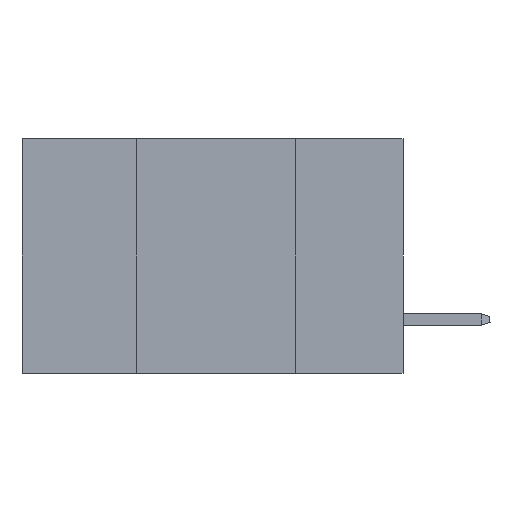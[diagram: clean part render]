
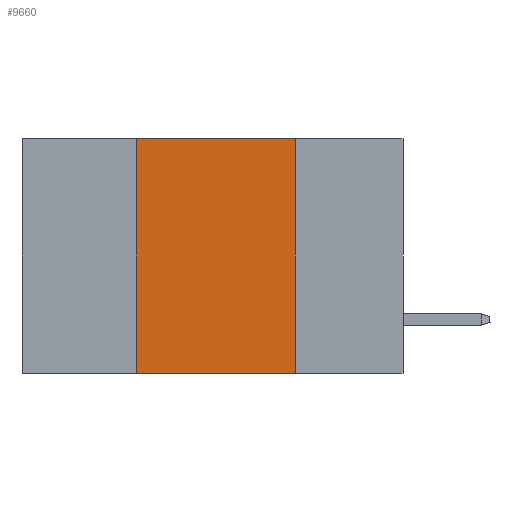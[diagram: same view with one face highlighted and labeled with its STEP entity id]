
A CAD part, left-side view. The second image highlights one B-rep face of the part: STEP entity #9660.
In plain terms, the highlighted planar face has unit normal (-1, 0, 0).
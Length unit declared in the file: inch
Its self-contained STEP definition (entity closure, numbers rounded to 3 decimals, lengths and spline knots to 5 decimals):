
#575 = CARTESIAN_POINT ( 'NONE',  ( 0., 0.42, 0. ) ) ;
#832 = VECTOR ( 'NONE', #2769, 39.37008 ) ;
#1955 = VERTEX_POINT ( 'NONE', #21802 ) ;
#2649 = CARTESIAN_POINT ( 'NONE',  ( 0., 0.6, 0. ) ) ;
#2769 = DIRECTION ( 'NONE',  ( 0., -1., 0. ) ) ;
#2838 = DIRECTION ( 'NONE',  ( 1., 0., 0. ) ) ;
#3794 = DIRECTION ( 'NONE',  ( 0., -1., 0. ) ) ;
#4487 = VERTEX_POINT ( 'NONE', #7520 ) ;
#4915 = VECTOR ( 'NONE', #3794, 39.37008 ) ;
#6870 = DIRECTION ( 'NONE',  ( 0., 0., -1. ) ) ;
#7245 = ORIENTED_EDGE ( 'NONE', *, *, #12928, .F. ) ;
#7520 = CARTESIAN_POINT ( 'NONE',  ( 0., 0.17, -0.37 ) ) ;
#8056 = DIRECTION ( 'NONE',  ( 0., 0., -1. ) ) ;
#8360 = EDGE_LOOP ( 'NONE', ( #22102, #7245, #23081, #22443 ) ) ;
#9133 = AXIS2_PLACEMENT_3D ( 'NONE', #11872, #2838, #8056 ) ;
#9660 = ADVANCED_FACE ( 'NONE', ( #13920 ), #10316, .F. ) ;
#9907 = EDGE_CURVE ( 'NONE', #1955, #4487, #16300, .T. ) ;
#10316 = PLANE ( 'NONE',  #9133 ) ;
#10454 = LINE ( 'NONE', #15968, #20201 ) ;
#11872 = CARTESIAN_POINT ( 'NONE',  ( 0., 0.6, 0. ) ) ;
#12928 = EDGE_CURVE ( 'NONE', #14176, #22296, #19250, .T. ) ;
#13920 = FACE_OUTER_BOUND ( 'NONE', #8360, .T. ) ;
#14176 = VERTEX_POINT ( 'NONE', #19373 ) ;
#15028 = EDGE_CURVE ( 'NONE', #1955, #14176, #15238, .T. ) ;
#15238 = LINE ( 'NONE', #575, #17725 ) ;
#15968 = CARTESIAN_POINT ( 'NONE',  ( 0., 0.17, 0. ) ) ;
#16234 = CARTESIAN_POINT ( 'NONE',  ( 0., 0.17, 0. ) ) ;
#16300 = LINE ( 'NONE', #23672, #4915 ) ;
#17725 = VECTOR ( 'NONE', #20898, 39.37008 ) ;
#19250 = LINE ( 'NONE', #2649, #832 ) ;
#19373 = CARTESIAN_POINT ( 'NONE',  ( 0., 0.42, 0. ) ) ;
#20201 = VECTOR ( 'NONE', #6870, 39.37008 ) ;
#20898 = DIRECTION ( 'NONE',  ( 0., 0., 1. ) ) ;
#21442 = EDGE_CURVE ( 'NONE', #22296, #4487, #10454, .T. ) ;
#21802 = CARTESIAN_POINT ( 'NONE',  ( 0., 0.42, -0.37 ) ) ;
#22102 = ORIENTED_EDGE ( 'NONE', *, *, #21442, .F. ) ;
#22296 = VERTEX_POINT ( 'NONE', #16234 ) ;
#22443 = ORIENTED_EDGE ( 'NONE', *, *, #9907, .T. ) ;
#23081 = ORIENTED_EDGE ( 'NONE', *, *, #15028, .F. ) ;
#23672 = CARTESIAN_POINT ( 'NONE',  ( 0., 0.6, -0.37 ) ) ;
